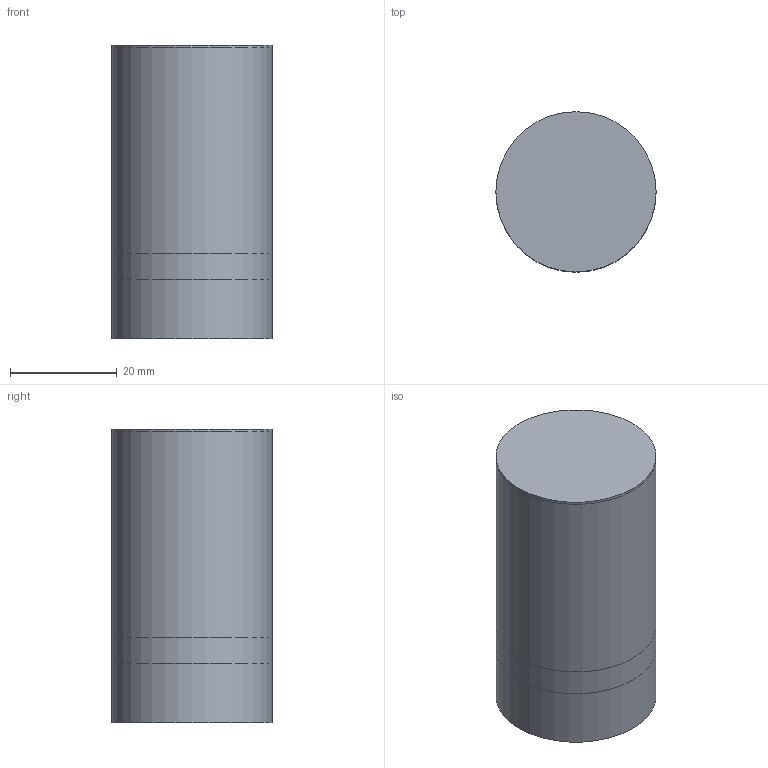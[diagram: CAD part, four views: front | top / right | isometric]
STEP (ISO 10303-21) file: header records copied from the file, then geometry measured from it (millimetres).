
FILE_DESCRIPTION(/* description */ (''),/* implementation_level */ '2;1');
FILE_NAME(/* name */ 'rook - 2.stp',/* time_stamp */ '2024-02-07T14:36:30+01:00',/* author */ (''),/* organization */ (''),/* preprocessor_version */ 'ST-DEVELOPER v18.1',/* originating_system */ 'SIEMENS PLM Software NX 1961',/* authorisation */ '');
FILE_SCHEMA (('AUTOMOTIVE_DESIGN { 1 0 10303 214 3 1 1 1 }'));
Length unit declared in the file: millimetre
Products named in the file (1): rook - 2
Bounding box: 30 x 30 x 55 mm (x, y, z)
Surface area: 17144 mm2
Topology: 3 solids, 3 shells, 62 faces, 158 edges, 104 vertices
Faces by surface type: plane 38, cylinder 16, cone 3, bspline 2, torus 2, sphere 1
Full cylindrical faces by diameter (mm): 20 x1, 23.912 x1, 26.992 x1, 29.9 x2, 30 x1
Entity records: 2152 total; most frequent: CARTESIAN_POINT 669, DIRECTION 310, ORIENTED_EDGE 276, EDGE_CURVE 138, AXIS2_PLACEMENT_3D 115, VERTEX_POINT 98, LINE 80, VECTOR 80
